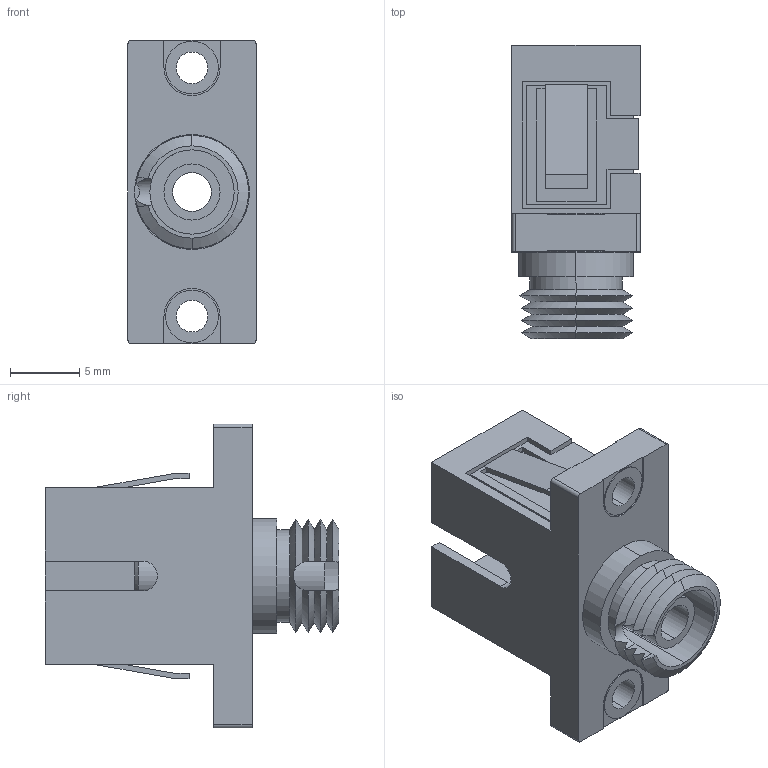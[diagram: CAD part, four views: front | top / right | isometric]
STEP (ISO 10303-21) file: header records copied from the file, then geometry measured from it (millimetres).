
FILE_DESCRIPTION (( 'STEP AP214' ), '1' );
FILE_NAME ('FOA-SM-FCAFSCAF-R.STEP', '2020-08-11T12:39:24', ( '' ), ( '' ), 'SwSTEP 2.0', 'SolidWorks 2018', '' );
FILE_SCHEMA (( 'AUTOMOTIVE_DESIGN' ));
Length unit declared in the file: inch
Products named in the file (1): FOA-SM-FCAFSCAF-R
Bounding box: 9.27 x 21.26 x 22 mm (x, y, z)
Volume: 1212 mm3; surface area: 2624.8 mm2
Topology: 1 solids, 1 shells, 177 faces, 471 edges, 306 vertices
Faces by surface type: plane 114, cylinder 38, cone 25
Entity records: 5819 total; most frequent: CARTESIAN_POINT 1039, ORIENTED_EDGE 942, DIRECTION 904, EDGE_CURVE 471, LINE 354, VECTOR 354, VERTEX_POINT 306, AXIS2_PLACEMENT_3D 275
